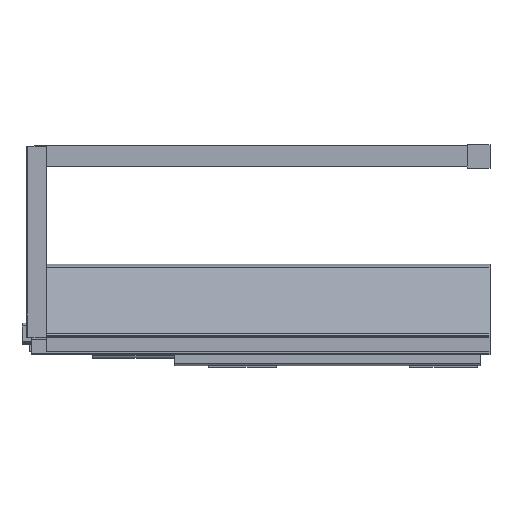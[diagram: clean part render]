
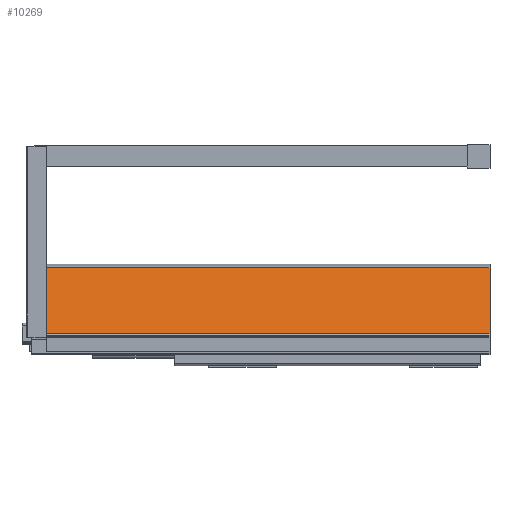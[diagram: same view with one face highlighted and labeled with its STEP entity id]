
A CAD part, top view. The second image highlights one B-rep face of the part: STEP entity #10269.
In plain terms, the highlighted planar face has unit normal (0, 0.208, 0.978).
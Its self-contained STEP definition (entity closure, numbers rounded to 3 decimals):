
#142 = CARTESIAN_POINT ( 'NONE',  ( -425.5, 17.084, 34.466 ) ) ;
#636 = CARTESIAN_POINT ( 'NONE',  ( 0., 17.084, 34.466 ) ) ;
#648 = DIRECTION ( 'NONE',  ( 0., -0.978, 0.208 ) ) ;
#818 = ORIENTED_EDGE ( 'NONE', *, *, #12610, .F. ) ;
#1046 = VERTEX_POINT ( 'NONE', #2111 ) ;
#1140 = CARTESIAN_POINT ( 'NONE',  ( -442., 80.422, 21.003 ) ) ;
#1303 = EDGE_CURVE ( 'NONE', #6074, #11237, #11839, .T. ) ;
#2111 = CARTESIAN_POINT ( 'NONE',  ( 0., 80.422, 21.003 ) ) ;
#2235 = LINE ( 'NONE', #1140, #2274 ) ;
#2270 = VECTOR ( 'NONE', #9588, 1000. ) ;
#2274 = VECTOR ( 'NONE', #3212, 1000. ) ;
#2945 = DIRECTION ( 'NONE',  ( 0., -0.978, 0.208 ) ) ;
#3212 = DIRECTION ( 'NONE',  ( 1., 0., 0. ) ) ;
#3328 = ORIENTED_EDGE ( 'NONE', *, *, #12342, .T. ) ;
#3572 = EDGE_LOOP ( 'NONE', ( #818, #9077, #3328, #5243 ) ) ;
#3597 = DIRECTION ( 'NONE',  ( 0., -0.978, 0.208 ) ) ;
#4301 = VECTOR ( 'NONE', #2945, 1000. ) ;
#4592 = PLANE ( 'NONE',  #6312 ) ;
#5243 = ORIENTED_EDGE ( 'NONE', *, *, #6046, .F. ) ;
#6046 = EDGE_CURVE ( 'NONE', #1046, #10937, #9516, .T. ) ;
#6074 = VERTEX_POINT ( 'NONE', #9768 ) ;
#6312 = AXIS2_PLACEMENT_3D ( 'NONE', #9534, #10756, #648 ) ;
#6594 = LINE ( 'NONE', #636, #2270 ) ;
#6796 = FACE_OUTER_BOUND ( 'NONE', #3572, .T. ) ;
#8965 = VECTOR ( 'NONE', #3597, 1000. ) ;
#9077 = ORIENTED_EDGE ( 'NONE', *, *, #1303, .T. ) ;
#9516 = LINE ( 'NONE', #12500, #8965 ) ;
#9534 = CARTESIAN_POINT ( 'NONE',  ( -442., 80.422, 21.003 ) ) ;
#9588 = DIRECTION ( 'NONE',  ( 1., 0., 0. ) ) ;
#9768 = CARTESIAN_POINT ( 'NONE',  ( -425.5, 80.422, 21.003 ) ) ;
#10269 = ADVANCED_FACE ( 'NONE', ( #6796 ), #4592, .T. ) ;
#10403 = CARTESIAN_POINT ( 'NONE',  ( 0., 17.084, 34.466 ) ) ;
#10673 = CARTESIAN_POINT ( 'NONE',  ( -425.5, 80.422, 21.003 ) ) ;
#10756 = DIRECTION ( 'NONE',  ( 0., 0.208, 0.978 ) ) ;
#10937 = VERTEX_POINT ( 'NONE', #10403 ) ;
#11237 = VERTEX_POINT ( 'NONE', #142 ) ;
#11839 = LINE ( 'NONE', #10673, #4301 ) ;
#12342 = EDGE_CURVE ( 'NONE', #11237, #10937, #6594, .T. ) ;
#12500 = CARTESIAN_POINT ( 'NONE',  ( 0., 80.422, 21.003 ) ) ;
#12610 = EDGE_CURVE ( 'NONE', #6074, #1046, #2235, .T. ) ;
